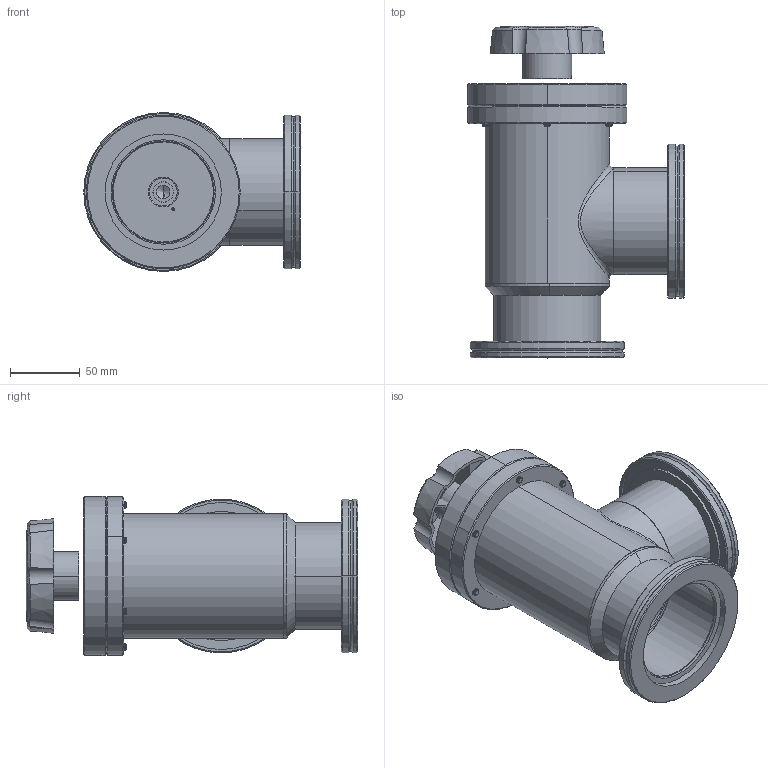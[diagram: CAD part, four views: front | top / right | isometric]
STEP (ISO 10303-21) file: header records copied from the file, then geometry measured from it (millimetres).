
FILE_DESCRIPTION (( 'STEP AP203' ), '1' );
FILE_NAME ('ESV-S07200.STEP', '2023-06-20T15:04:44', ( '' ), ( '' ), 'SwSTEP 2.0', 'SolidWorks 2020', '' );
FILE_SCHEMA (( 'CONFIG_CONTROL_DESIGN' ));
Length unit declared in the file: inch
Products named in the file (1): ESV-S07200
Bounding box: 154.75 x 237.12 x 113.67 mm (x, y, z)
Volume: 470826.2 mm3; surface area: 244990 mm2
Topology: 18 solids, 18 shells, 1262 faces, 3403 edges, 2216 vertices
Faces by surface type: cylinder 943, cone 145, plane 140, bspline 22, torus 10, sphere 2
Entity records: 60046 total; most frequent: CARTESIAN_POINT 32933, ORIENTED_EDGE 6802, DIRECTION 4636, EDGE_CURVE 3401, VERTEX_POINT 2216, AXIS2_PLACEMENT_3D 1744, EDGE_LOOP 1347, ADVANCED_FACE 1262
